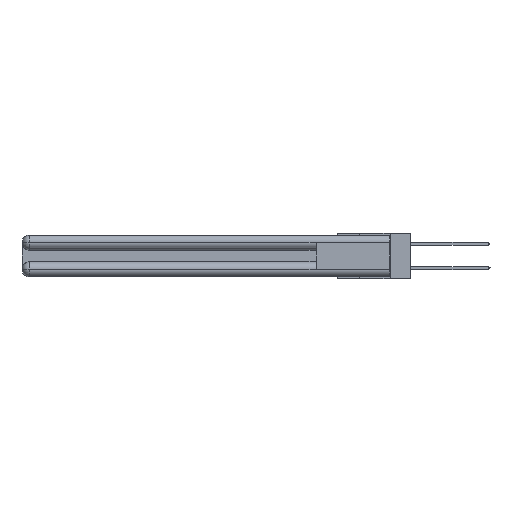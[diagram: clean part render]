
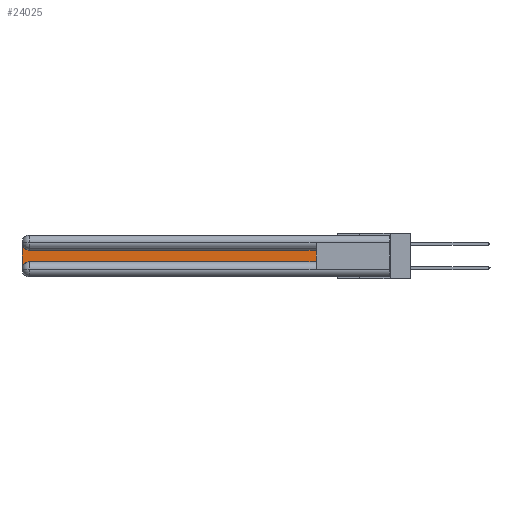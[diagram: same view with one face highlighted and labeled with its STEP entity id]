
A CAD part, left-side view. The second image highlights one B-rep face of the part: STEP entity #24025.
In plain terms, the highlighted planar face has unit normal (-1, 0, 0).
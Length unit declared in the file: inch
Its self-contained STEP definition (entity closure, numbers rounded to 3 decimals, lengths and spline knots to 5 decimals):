
#388 = CARTESIAN_POINT ( 'NONE',  ( 0.075, 0.6, -0.2175 ) ) ;
#634 = CIRCLE ( 'NONE', #11313, 0.06 ) ;
#922 = VECTOR ( 'NONE', #23844, 39.37008 ) ;
#1607 = VECTOR ( 'NONE', #27966, 39.37008 ) ;
#3258 = CARTESIAN_POINT ( 'NONE',  ( 0.075, 0.6, -0.1225 ) ) ;
#3542 = DIRECTION ( 'NONE',  ( 1., 0., 0. ) ) ;
#3679 = LINE ( 'NONE', #22493, #1607 ) ;
#4480 = VERTEX_POINT ( 'NONE', #5373 ) ;
#5042 = FACE_OUTER_BOUND ( 'NONE', #16415, .T. ) ;
#5186 = EDGE_CURVE ( 'NONE', #8571, #23189, #3679, .T. ) ;
#5242 = ORIENTED_EDGE ( 'NONE', *, *, #23861, .T. ) ;
#5373 = CARTESIAN_POINT ( 'NONE',  ( 0.075, 0.6, -0.1225 ) ) ;
#6202 = DIRECTION ( 'NONE',  ( 1., 0., 0. ) ) ;
#7956 = CARTESIAN_POINT ( 'NONE',  ( 0.075, 2.94, -0.2175 ) ) ;
#8368 = CARTESIAN_POINT ( 'NONE',  ( 0.075, 2.94, -0.2775 ) ) ;
#8571 = VERTEX_POINT ( 'NONE', #7956 ) ;
#8867 = PLANE ( 'NONE',  #14394 ) ;
#8978 = DIRECTION ( 'NONE',  ( 0., 0., -1. ) ) ;
#9998 = EDGE_CURVE ( 'NONE', #23189, #4480, #27070, .T. ) ;
#11092 = DIRECTION ( 'NONE',  ( 0., 0., 1. ) ) ;
#11313 = AXIS2_PLACEMENT_3D ( 'NONE', #8368, #3542, #29742 ) ;
#12439 = DIRECTION ( 'NONE',  ( 0., 0., -1. ) ) ;
#13509 = VECTOR ( 'NONE', #12439, 39.37008 ) ;
#14131 = ORIENTED_EDGE ( 'NONE', *, *, #5186, .T. ) ;
#14394 = AXIS2_PLACEMENT_3D ( 'NONE', #29578, #32298, #8978 ) ;
#14794 = AXIS2_PLACEMENT_3D ( 'NONE', #19279, #6202, #32039 ) ;
#14990 = ORIENTED_EDGE ( 'NONE', *, *, #22692, .T. ) ;
#16415 = EDGE_LOOP ( 'NONE', ( #5242, #14990, #32227, #24104, #14131, #27127 ) ) ;
#17955 = CARTESIAN_POINT ( 'NONE',  ( 0.075, 3., -0.2775 ) ) ;
#18165 = CARTESIAN_POINT ( 'NONE',  ( 0.075, 3., -0.2175 ) ) ;
#18558 = CARTESIAN_POINT ( 'NONE',  ( 0.075, 0.6, -0.2175 ) ) ;
#19279 = CARTESIAN_POINT ( 'NONE',  ( 0.075, 2.94, -0.0625 ) ) ;
#20541 = LINE ( 'NONE', #18165, #13509 ) ;
#21641 = VERTEX_POINT ( 'NONE', #17955 ) ;
#22493 = CARTESIAN_POINT ( 'NONE',  ( 0.075, 0.6, -0.2175 ) ) ;
#22618 = EDGE_CURVE ( 'NONE', #21641, #8571, #634, .T. ) ;
#22692 = EDGE_CURVE ( 'NONE', #28000, #29604, #28965, .T. ) ;
#22731 = LINE ( 'NONE', #3258, #922 ) ;
#23189 = VERTEX_POINT ( 'NONE', #18558 ) ;
#23844 = DIRECTION ( 'NONE',  ( 0., 1., 0. ) ) ;
#23861 = EDGE_CURVE ( 'NONE', #4480, #28000, #22731, .T. ) ;
#24025 = ADVANCED_FACE ( 'NONE', ( #5042 ), #8867, .F. ) ;
#24104 = ORIENTED_EDGE ( 'NONE', *, *, #22618, .T. ) ;
#27070 = LINE ( 'NONE', #388, #32018 ) ;
#27127 = ORIENTED_EDGE ( 'NONE', *, *, #9998, .T. ) ;
#27966 = DIRECTION ( 'NONE',  ( 0., -1., 0. ) ) ;
#28000 = VERTEX_POINT ( 'NONE', #31725 ) ;
#28965 = CIRCLE ( 'NONE', #14794, 0.06 ) ;
#29578 = CARTESIAN_POINT ( 'NONE',  ( 0.075, 3., -0.1225 ) ) ;
#29604 = VERTEX_POINT ( 'NONE', #33242 ) ;
#29716 = EDGE_CURVE ( 'NONE', #29604, #21641, #20541, .T. ) ;
#29742 = DIRECTION ( 'NONE',  ( 0., 0., -1. ) ) ;
#31725 = CARTESIAN_POINT ( 'NONE',  ( 0.075, 2.94, -0.1225 ) ) ;
#32018 = VECTOR ( 'NONE', #11092, 39.37008 ) ;
#32039 = DIRECTION ( 'NONE',  ( 0., 0., -1. ) ) ;
#32227 = ORIENTED_EDGE ( 'NONE', *, *, #29716, .T. ) ;
#32298 = DIRECTION ( 'NONE',  ( 1., 0., 0. ) ) ;
#33242 = CARTESIAN_POINT ( 'NONE',  ( 0.075, 3., -0.0625 ) ) ;
